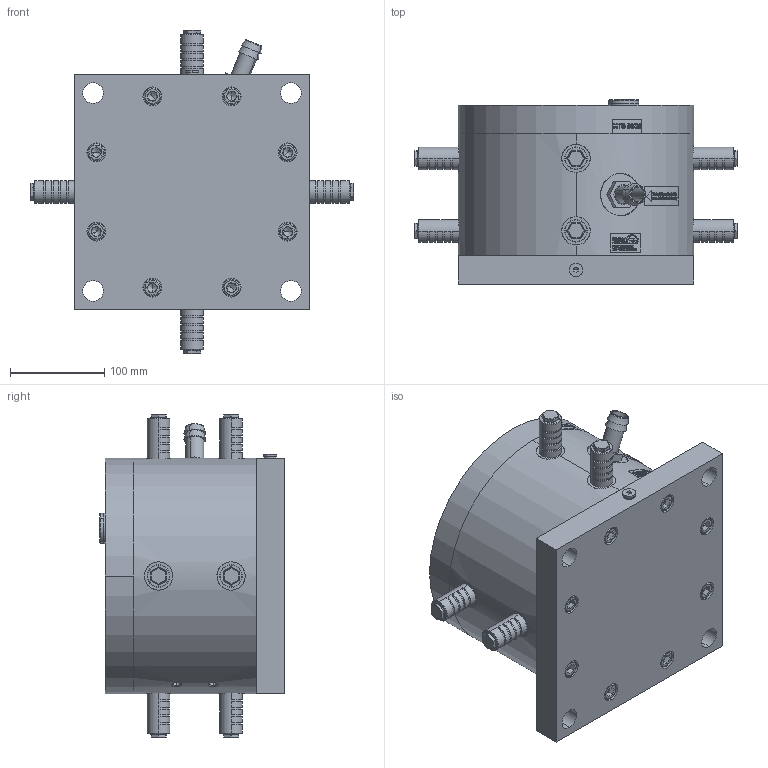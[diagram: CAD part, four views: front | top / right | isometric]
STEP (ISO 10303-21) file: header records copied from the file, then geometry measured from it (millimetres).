
FILE_DESCRIPTION (( 'STEP AP214' ), '1' );
FILE_NAME ('NTS 50-20 Kolbenvibrator #03502000.STEP', '2022-03-29T13:49:49', ( '' ), ( '' ), 'SwSTEP 2.0', 'SolidWorks 2015', '' );
FILE_SCHEMA (( 'AUTOMOTIVE_DESIGN' ));
Length unit declared in the file: millimetre
Products named in the file (1): NTS 50-20 Kolbenvibrator #03502000
Bounding box: 343 x 196 x 343 mm (x, y, z)
Volume: 9801388.8 mm3; surface area: 654097.9 mm2
Topology: 35 solids, 35 shells, 1644 faces, 4646 edges, 3215 vertices
Faces by surface type: cylinder 679, plane 539, cone 204, torus 158, sphere 64
Entity records: 72680 total; most frequent: CARTESIAN_POINT 27383, ORIENTED_EDGE 9056, DIRECTION 8638, EDGE_CURVE 4528, AXIS2_PLACEMENT_3D 3423, VERTEX_POINT 3215, EDGE_LOOP 1961, LINE 1792
